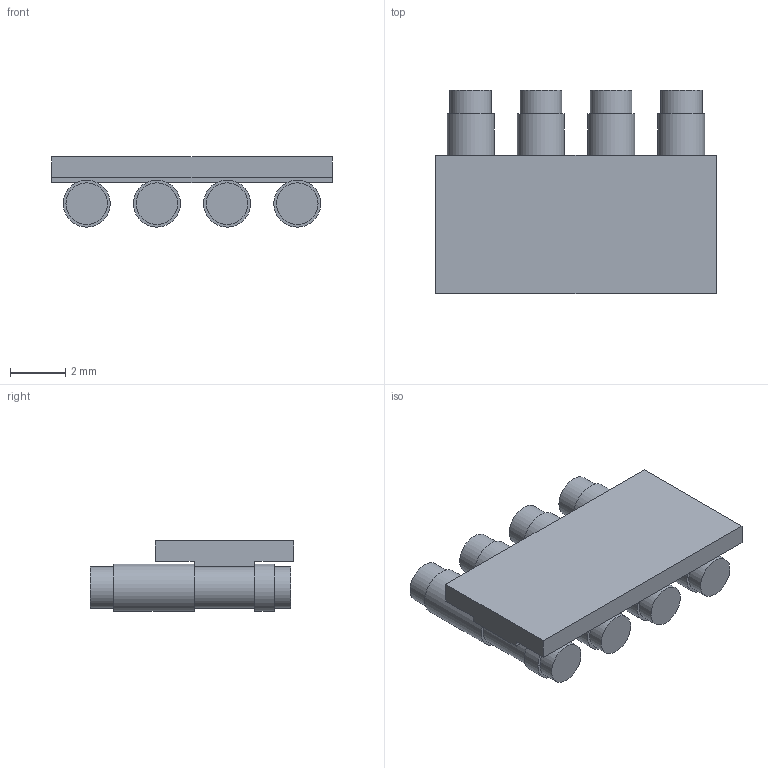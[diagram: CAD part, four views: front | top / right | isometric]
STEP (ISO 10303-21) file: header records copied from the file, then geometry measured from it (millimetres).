
FILE_DESCRIPTION(/* description */ (''),/* implementation_level */ '2;1');
FILE_NAME(/* name */ '8MM-11-004-02-131.step',/* time_stamp */ '2021-01-17T09:27:26+00:00',/* author */ (''),/* organization */ (''),/* preprocessor_version */ 'ST-DEVELOPER v18.1',/* originating_system */ 'Autodesk Translation Framework v9.7.1.1290',/* authorisation */ '');
FILE_SCHEMA (('AUTOMOTIVE_DESIGN { 1 0 10303 214 3 1 1 }'));
Length unit declared in the file: millimetre
Products named in the file (1): 8MM-11-004-02-131
Bounding box: 10.16 x 7.35 x 2.54 mm (x, y, z)
Volume: 100.5 mm3; surface area: 296.9 mm2
Topology: 5 solids, 5 shells, 54 faces, 84 edges, 56 vertices
Faces by surface type: plane 34, cylinder 20
Full cylindrical faces by diameter (mm): 1.5 x12, 1.7 x8
Entity records: 1264 total; most frequent: DIRECTION 234, CARTESIAN_POINT 195, ORIENTED_EDGE 168, AXIS2_PLACEMENT_3D 95, EDGE_CURVE 84, EDGE_LOOP 70, VERTEX_POINT 56, FACE_OUTER_BOUND 54
